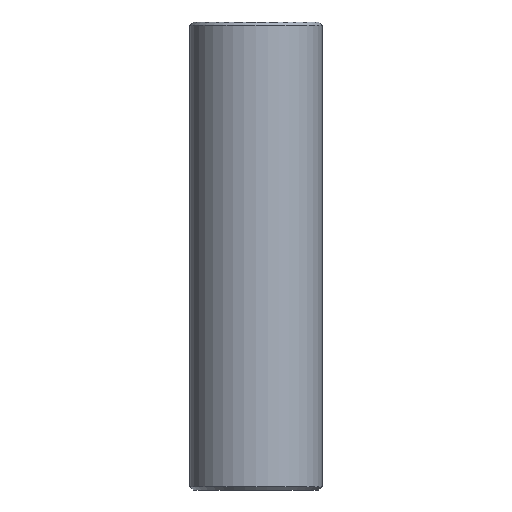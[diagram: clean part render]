
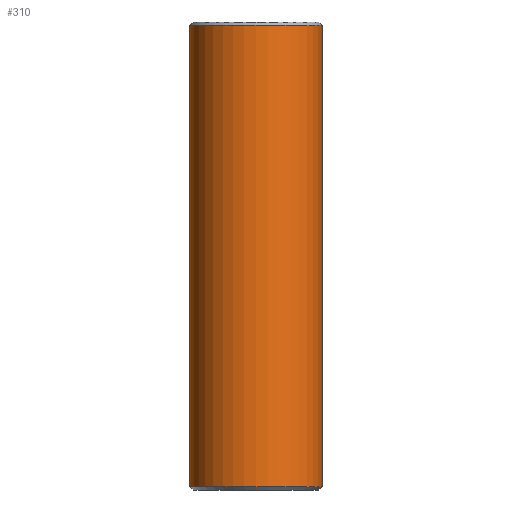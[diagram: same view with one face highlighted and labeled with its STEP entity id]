
A CAD part, front view. The second image highlights one B-rep face of the part: STEP entity #310.
In plain terms, the highlighted cylindrical face has radius 9.5 mm (diameter 19 mm), a partial arc.
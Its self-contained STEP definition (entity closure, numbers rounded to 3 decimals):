
#1 = EDGE_CURVE ( 'NONE', #315, #324, #199, .T. ) ;
#12 = EDGE_CURVE ( 'NONE', #323, #325, #207, .T. ) ;
#29 = EDGE_CURVE ( 'NONE', #323, #315, #237, .T. ) ;
#35 = EDGE_CURVE ( 'NONE', #324, #325, #241, .T. ) ;
#36 = DIRECTION ( 'NONE',  ( 0., 0., -1. ) ) ;
#45 = CARTESIAN_POINT ( 'NONE',  ( 9.5, 0., 67. ) ) ;
#56 = AXIS2_PLACEMENT_3D ( 'NONE', #350, #357, #358 ) ;
#58 = AXIS2_PLACEMENT_3D ( 'NONE', #356, #364, #365 ) ;
#70 = AXIS2_PLACEMENT_3D ( 'NONE', #387, #390, #391 ) ;
#158 = ORIENTED_EDGE ( 'NONE', *, *, #12, .F. ) ;
#159 = ORIENTED_EDGE ( 'NONE', *, *, #29, .T. ) ;
#160 = ORIENTED_EDGE ( 'NONE', *, *, #1, .T. ) ;
#161 = ORIENTED_EDGE ( 'NONE', *, *, #35, .T. ) ;
#197 = EDGE_LOOP ( 'NONE', ( #158, #159, #160, #161 ) ) ;
#199 = LINE ( 'NONE', #316, #200 ) ;
#200 = VECTOR ( 'NONE', #335, 1000. ) ;
#207 = LINE ( 'NONE', #45, #212 ) ;
#212 = VECTOR ( 'NONE', #36, 1000. ) ;
#237 = CIRCLE ( 'NONE', #56, 9.5 ) ;
#241 = CIRCLE ( 'NONE', #58, 9.5 ) ;
#251 = FACE_OUTER_BOUND ( 'NONE', #197, .T. ) ;
#258 = CYLINDRICAL_SURFACE ( 'NONE', #70, 9.5 ) ;
#310 = ADVANCED_FACE ( 'NONE', ( #251 ), #258, .T. ) ;
#315 = VERTEX_POINT ( 'NONE', #401 ) ;
#316 = CARTESIAN_POINT ( 'NONE',  ( -9.5, 0., 67. ) ) ;
#323 = VERTEX_POINT ( 'NONE', #411 ) ;
#324 = VERTEX_POINT ( 'NONE', #412 ) ;
#325 = VERTEX_POINT ( 'NONE', #417 ) ;
#335 = DIRECTION ( 'NONE',  ( 0., 0., -1. ) ) ;
#350 = CARTESIAN_POINT ( 'NONE',  ( 0., 0., 66.5 ) ) ;
#356 = CARTESIAN_POINT ( 'NONE',  ( 0., 0., 0.5 ) ) ;
#357 = DIRECTION ( 'NONE',  ( 0., 0., -1. ) ) ;
#358 = DIRECTION ( 'NONE',  ( 1., 0., 0. ) ) ;
#364 = DIRECTION ( 'NONE',  ( 0., 0., 1. ) ) ;
#365 = DIRECTION ( 'NONE',  ( 1., 0., 0. ) ) ;
#387 = CARTESIAN_POINT ( 'NONE',  ( 0., 0., 67. ) ) ;
#390 = DIRECTION ( 'NONE',  ( 0., 0., -1. ) ) ;
#391 = DIRECTION ( 'NONE',  ( -1., 0., 0. ) ) ;
#401 = CARTESIAN_POINT ( 'NONE',  ( -9.5, 0., 66.5 ) ) ;
#411 = CARTESIAN_POINT ( 'NONE',  ( 9.5, 0., 66.5 ) ) ;
#412 = CARTESIAN_POINT ( 'NONE',  ( -9.5, 0., 0.5 ) ) ;
#417 = CARTESIAN_POINT ( 'NONE',  ( 9.5, 0., 0.5 ) ) ;
